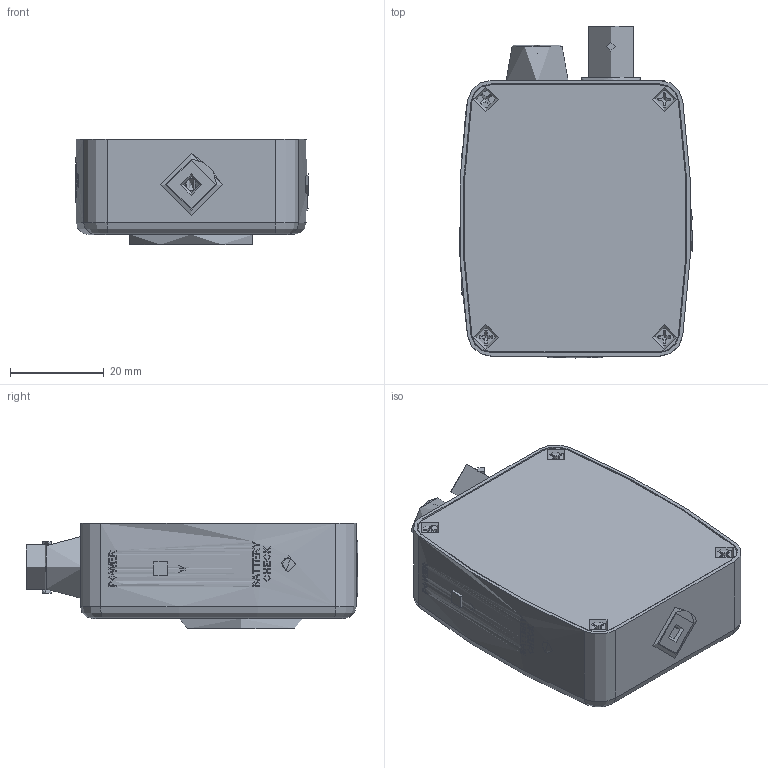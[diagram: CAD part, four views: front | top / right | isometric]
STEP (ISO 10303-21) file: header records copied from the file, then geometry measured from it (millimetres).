
FILE_DESCRIPTION (( 'STEP AP214' ), '1' );
FILE_NAME ('TTN133840-E0W.STEP', '2018-02-07T17:38:19', ( 'admin' ), ( '' ), 'SwSTEP 2.0', 'SolidWorks 2016', '' );
FILE_SCHEMA (( 'AUTOMOTIVE_DESIGN' ));
Length unit declared in the file: inch
Products named in the file (1): TTN133840-E0W
Bounding box: 49.64 x 70.9 x 22.48 mm (x, y, z)
Topology: 106 solids, 106 shells, 2833 faces, 7273 edges, 4761 vertices
Faces by surface type: plane 1728, bspline 481, cylinder 466, cone 110, torus 45, sphere 3
Full cylindrical faces by diameter (mm): 0.025 x1, 0.2 x1, 0.254 x1, 0.45 x2, 0.5 x1, 0.75 x8, 0.762 x7, 0.8 x2, 0.813 x6, 0.94 x2, 1.27 x5, 1.3 x2, 1.5 x4, 1.595 x30, 1.6 x1, 1.778 x7, 1.93 x2, 2 x1, 2.184 x4, 2.438 x3, 2.489 x1, 3.099 x1, 3.454 x2, 3.5 x1, 3.81 x1, 4.242 x3, 4.75 x1, 5 x1, 5.004 x2, 8.331 x1
Entity records: 148453 total; most frequent: CARTESIAN_POINT 47478, ORIENTED_EDGE 13814, DIRECTION 11168, EDGE_CURVE 6907, VERTEX_POINT 4632, LINE 4588, VECTOR 4588, AXIS2_PLACEMENT_3D 3290
